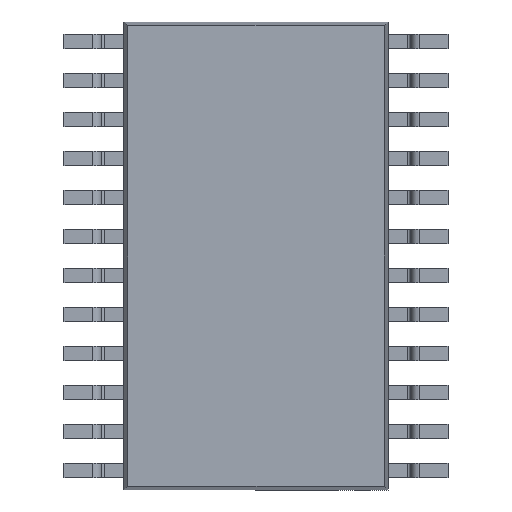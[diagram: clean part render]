
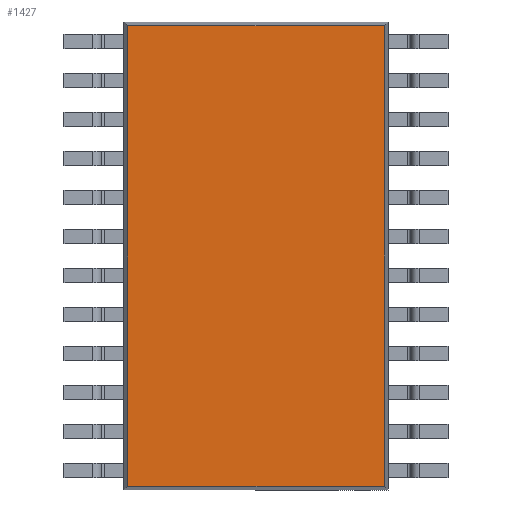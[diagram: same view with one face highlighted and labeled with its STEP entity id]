
A CAD part, front view. The second image highlights one B-rep face of the part: STEP entity #1427.
In plain terms, the highlighted planar face has unit normal (0, -1, 0).
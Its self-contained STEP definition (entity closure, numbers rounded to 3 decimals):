
#484 = CARTESIAN_POINT ( 'NONE',  ( -2.2, 0.11, -3.837 ) ) ;
#1427 = ADVANCED_FACE ( 'NONE', ( #8888 ), #3650, .T. ) ;
#1741 = EDGE_CURVE ( 'NONE', #6028, #6371, #9933, .T. ) ;
#1893 = CARTESIAN_POINT ( 'NONE',  ( 2.137, 0.11, -3.837 ) ) ;
#1898 = EDGE_LOOP ( 'NONE', ( #6910, #7256, #4887, #8561 ) ) ;
#3029 = EDGE_CURVE ( 'NONE', #6371, #9150, #9241, .T. ) ;
#3429 = CARTESIAN_POINT ( 'NONE',  ( -2.137, 0.11, 3.837 ) ) ;
#3611 = DIRECTION ( 'NONE',  ( 0., -1., 0. ) ) ;
#3650 = PLANE ( 'NONE',  #5771 ) ;
#3926 = VECTOR ( 'NONE', #7115, 1000. ) ;
#3970 = CARTESIAN_POINT ( 'NONE',  ( -2.137, 0.11, -3.837 ) ) ;
#4096 = CARTESIAN_POINT ( 'NONE',  ( 2.2, 0.11, 3.837 ) ) ;
#4163 = DIRECTION ( 'NONE',  ( 0., 0., -1. ) ) ;
#4887 = ORIENTED_EDGE ( 'NONE', *, *, #8458, .T. ) ;
#5349 = CARTESIAN_POINT ( 'NONE',  ( 2.137, 0.11, 3.837 ) ) ;
#5470 = VECTOR ( 'NONE', #9166, 1000. ) ;
#5552 = EDGE_CURVE ( 'NONE', #9150, #7727, #8655, .T. ) ;
#5771 = AXIS2_PLACEMENT_3D ( 'NONE', #8567, #3611, #6038 ) ;
#5795 = CARTESIAN_POINT ( 'NONE',  ( -2.137, 0.11, 3.9 ) ) ;
#6028 = VERTEX_POINT ( 'NONE', #3429 ) ;
#6038 = DIRECTION ( 'NONE',  ( 0., 0., -1. ) ) ;
#6092 = VECTOR ( 'NONE', #7086, 1000. ) ;
#6371 = VERTEX_POINT ( 'NONE', #3970 ) ;
#6910 = ORIENTED_EDGE ( 'NONE', *, *, #3029, .T. ) ;
#7086 = DIRECTION ( 'NONE',  ( 1., 0., 0. ) ) ;
#7115 = DIRECTION ( 'NONE',  ( 0., 0., 1. ) ) ;
#7256 = ORIENTED_EDGE ( 'NONE', *, *, #5552, .T. ) ;
#7727 = VERTEX_POINT ( 'NONE', #5349 ) ;
#8097 = VECTOR ( 'NONE', #4163, 1000. ) ;
#8458 = EDGE_CURVE ( 'NONE', #7727, #6028, #9017, .T. ) ;
#8561 = ORIENTED_EDGE ( 'NONE', *, *, #1741, .T. ) ;
#8567 = CARTESIAN_POINT ( 'NONE',  ( 0., 0.11, 0. ) ) ;
#8655 = LINE ( 'NONE', #10517, #3926 ) ;
#8888 = FACE_OUTER_BOUND ( 'NONE', #1898, .T. ) ;
#9017 = LINE ( 'NONE', #4096, #5470 ) ;
#9150 = VERTEX_POINT ( 'NONE', #1893 ) ;
#9166 = DIRECTION ( 'NONE',  ( -1., 0., 0. ) ) ;
#9241 = LINE ( 'NONE', #484, #6092 ) ;
#9933 = LINE ( 'NONE', #5795, #8097 ) ;
#10517 = CARTESIAN_POINT ( 'NONE',  ( 2.137, 0.11, -3.9 ) ) ;
